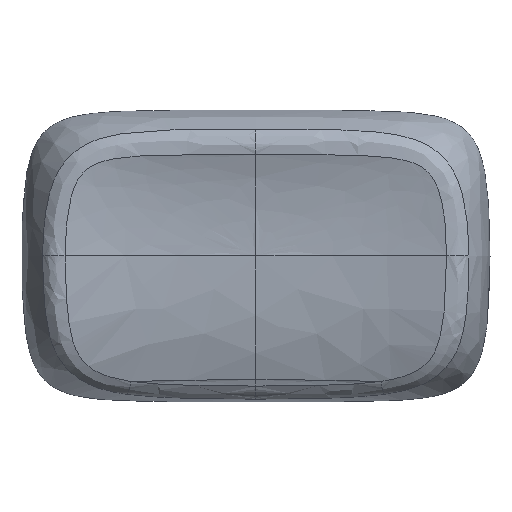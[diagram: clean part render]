
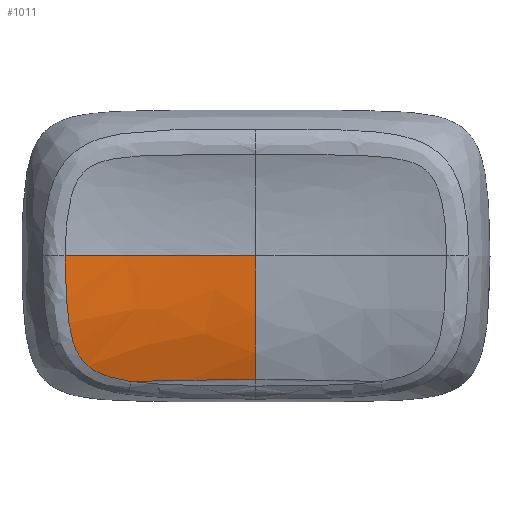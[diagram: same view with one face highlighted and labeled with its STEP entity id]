
A CAD part, top view. The second image highlights one B-rep face of the part: STEP entity #1011.
In plain terms, the highlighted free-form (B-spline) face has degree [3, 3] with [7, 5] control points.
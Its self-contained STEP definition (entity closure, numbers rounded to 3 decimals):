
#18=(
BOUNDED_CURVE()
B_SPLINE_CURVE(5,(#5858,#5859,#5860,#5861,#5862,#5863,#5864,#5865),
 .UNSPECIFIED.,.F.,.F.)
B_SPLINE_CURVE_WITH_KNOTS((6,1,1,6),(0.534,0.6,0.8,1.),
 .UNSPECIFIED.)
CURVE()
GEOMETRIC_REPRESENTATION_ITEM()
RATIONAL_B_SPLINE_CURVE((1.,1.,1.,1.,1.,1.,1.,1.))
REPRESENTATION_ITEM('')
);
#19=(
BOUNDED_CURVE()
B_SPLINE_CURVE(5,(#5901,#5902,#5903,#5904,#5905,#5906,#5907,#5908,#5909,
#5910),.UNSPECIFIED.,.F.,.F.)
B_SPLINE_CURVE_WITH_KNOTS((6,1,1,1,1,6),(0.105,0.2,0.4,0.6,
0.8,1.),.UNSPECIFIED.)
CURVE()
GEOMETRIC_REPRESENTATION_ITEM()
RATIONAL_B_SPLINE_CURVE((1.,1.,1.,1.,1.,1.,1.,1.,1.,1.))
REPRESENTATION_ITEM('')
);
#35=B_SPLINE_SURFACE_WITH_KNOTS('',3,3,((#5866,#5867,#5868,#5869,#5870),
(#5871,#5872,#5873,#5874,#5875),(#5876,#5877,#5878,#5879,#5880),(#5881,
#5882,#5883,#5884,#5885),(#5886,#5887,#5888,#5889,#5890),(#5891,#5892,#5893,
#5894,#5895),(#5896,#5897,#5898,#5899,#5900)),.UNSPECIFIED.,.F.,.F.,.F.,
(4,1,1,1,4),(4,1,4),(0.105,0.361,0.616,
0.744,1.),(0.,0.571,1.),.UNSPECIFIED.);
#63=B_SPLINE_CURVE_WITH_KNOTS('',3,(#4314,#4315,#4316,#4317,#4318,#4319,
#4320,#4321,#4322,#4323,#4324),.UNSPECIFIED.,.F.,.F.,(4,1,1,1,1,1,1,1,4),
(0.,0.129,0.258,0.323,0.388,
0.517,0.581,0.775,0.904),
 .UNSPECIFIED.);
#85=B_SPLINE_CURVE_WITH_KNOTS('',3,(#4914,#4915,#4916,#4917,#4918),
 .UNSPECIFIED.,.F.,.F.,(4,1,4),(0.,0.571,1.),.UNSPECIFIED.);
#167=FACE_OUTER_BOUND('',#226,.T.);
#226=EDGE_LOOP('',(#932,#933,#934,#935));
#454=VERTEX_POINT('',#4196);
#459=VERTEX_POINT('',#4312);
#477=VERTEX_POINT('',#4860);
#478=VERTEX_POINT('',#4903);
#600=EDGE_CURVE('',#459,#454,#63,.T.);
#626=EDGE_CURVE('',#478,#477,#85,.T.);
#632=EDGE_CURVE('',#459,#477,#18,.T.);
#633=EDGE_CURVE('',#454,#478,#19,.T.);
#932=ORIENTED_EDGE('',*,*,#600,.F.);
#933=ORIENTED_EDGE('',*,*,#632,.T.);
#934=ORIENTED_EDGE('',*,*,#626,.F.);
#935=ORIENTED_EDGE('',*,*,#633,.F.);
#1011=ADVANCED_FACE('',(#167),#35,.F.);
#4196=CARTESIAN_POINT('',(-10.789,0.,5.64));
#4312=CARTESIAN_POINT('',(-7.064,-7.104,4.059));
#4314=CARTESIAN_POINT('Ctrl Pts',(-7.064,-7.104,4.059));
#4315=CARTESIAN_POINT('Ctrl Pts',(-7.474,-7.043,4.128));
#4316=CARTESIAN_POINT('Ctrl Pts',(-8.286,-6.884,4.289));
#4317=CARTESIAN_POINT('Ctrl Pts',(-9.243,-6.478,4.582));
#4318=CARTESIAN_POINT('Ctrl Pts',(-9.861,-5.895,4.862));
#4319=CARTESIAN_POINT('Ctrl Pts',(-10.302,-5.134,5.135));
#4320=CARTESIAN_POINT('Ctrl Pts',(-10.511,-4.24,5.337));
#4321=CARTESIAN_POINT('Ctrl Pts',(-10.696,-2.893,5.533));
#4322=CARTESIAN_POINT('Ctrl Pts',(-10.768,-1.544,5.623));
#4323=CARTESIAN_POINT('Ctrl Pts',(-10.789,-0.44,
5.64));
#4324=CARTESIAN_POINT('Ctrl Pts',(-10.789,0.,
5.64));
#4860=CARTESIAN_POINT('',(0.,-7.,3.8));
#4903=CARTESIAN_POINT('',(0.,0.,4.8));
#4914=CARTESIAN_POINT('Ctrl Pts',(0.,0.,
4.8));
#4915=CARTESIAN_POINT('Ctrl Pts',(0.,-2.41,
4.8));
#4916=CARTESIAN_POINT('Ctrl Pts',(0.,-4.95,
4.503));
#4917=CARTESIAN_POINT('Ctrl Pts',(0.,-6.448,
4.022));
#4918=CARTESIAN_POINT('Ctrl Pts',(0.,-7.,
3.8));
#5858=CARTESIAN_POINT('Ctrl Pts',(-7.064,-7.104,4.059));
#5859=CARTESIAN_POINT('Ctrl Pts',(-6.92,-7.099,4.046));
#5860=CARTESIAN_POINT('Ctrl Pts',(-6.332,-7.078,3.994));
#5861=CARTESIAN_POINT('Ctrl Pts',(-5.215,-7.045,3.912));
#5862=CARTESIAN_POINT('Ctrl Pts',(-3.914,-7.02,3.849));
#5863=CARTESIAN_POINT('Ctrl Pts',(-2.365,-7.004,3.811));
#5864=CARTESIAN_POINT('Ctrl Pts',(-0.824,-7.,
3.8));
#5865=CARTESIAN_POINT('Ctrl Pts',(0.,-7.,
3.8));
#5866=CARTESIAN_POINT('Ctrl Pts',(-10.789,0.,
5.64));
#5867=CARTESIAN_POINT('Ctrl Pts',(-10.789,-2.447,5.64));
#5868=CARTESIAN_POINT('Ctrl Pts',(-10.789,-5.111,5.334));
#5869=CARTESIAN_POINT('Ctrl Pts',(-10.789,-6.709,4.823));
#5870=CARTESIAN_POINT('Ctrl Pts',(-10.789,-7.314,4.58));
#5871=CARTESIAN_POINT('Ctrl Pts',(-10.185,0.,
5.514));
#5872=CARTESIAN_POINT('Ctrl Pts',(-10.185,-2.441,5.514));
#5873=CARTESIAN_POINT('Ctrl Pts',(-10.185,-5.087,5.209));
#5874=CARTESIAN_POINT('Ctrl Pts',(-10.185,-6.67,4.702));
#5875=CARTESIAN_POINT('Ctrl Pts',(-10.185,-7.266,4.462));
#5876=CARTESIAN_POINT('Ctrl Pts',(-8.853,0.,
5.274));
#5877=CARTESIAN_POINT('Ctrl Pts',(-8.853,-2.431,5.274));
#5878=CARTESIAN_POINT('Ctrl Pts',(-8.853,-5.041,4.972));
#5879=CARTESIAN_POINT('Ctrl Pts',(-8.853,-6.595,4.474));
#5880=CARTESIAN_POINT('Ctrl Pts',(-8.853,-7.177,4.24));
#5881=CARTESIAN_POINT('Ctrl Pts',(-6.717,0.,
5.026));
#5882=CARTESIAN_POINT('Ctrl Pts',(-6.717,-2.42,5.026));
#5883=CARTESIAN_POINT('Ctrl Pts',(-6.717,-4.993,4.727));
#5884=CARTESIAN_POINT('Ctrl Pts',(-6.717,-6.518,4.238));
#5885=CARTESIAN_POINT('Ctrl Pts',(-6.717,-7.084,4.01));
#5886=CARTESIAN_POINT('Ctrl Pts',(-3.937,0.,
4.849));
#5887=CARTESIAN_POINT('Ctrl Pts',(-3.937,-2.412,4.849));
#5888=CARTESIAN_POINT('Ctrl Pts',(-3.937,-4.959,4.552));
#5889=CARTESIAN_POINT('Ctrl Pts',(-3.937,-6.463,4.069));
#5890=CARTESIAN_POINT('Ctrl Pts',(-3.937,-7.018,3.846));
#5891=CARTESIAN_POINT('Ctrl Pts',(-1.755,0.,
4.8));
#5892=CARTESIAN_POINT('Ctrl Pts',(-1.755,-2.41,4.8));
#5893=CARTESIAN_POINT('Ctrl Pts',(-1.755,-4.95,4.503));
#5894=CARTESIAN_POINT('Ctrl Pts',(-1.755,-6.448,4.022));
#5895=CARTESIAN_POINT('Ctrl Pts',(-1.755,-7.,3.8));
#5896=CARTESIAN_POINT('Ctrl Pts',(0.,0.,
4.8));
#5897=CARTESIAN_POINT('Ctrl Pts',(0.,-2.41,
4.8));
#5898=CARTESIAN_POINT('Ctrl Pts',(0.,-4.95,
4.503));
#5899=CARTESIAN_POINT('Ctrl Pts',(0.,-6.448,
4.022));
#5900=CARTESIAN_POINT('Ctrl Pts',(0.,-7.,
3.8));
#5901=CARTESIAN_POINT('Ctrl Pts',(-10.789,0.,
5.64));
#5902=CARTESIAN_POINT('Ctrl Pts',(-10.654,0.,
5.612));
#5903=CARTESIAN_POINT('Ctrl Pts',(-10.228,0.,
5.525));
#5904=CARTESIAN_POINT('Ctrl Pts',(-9.468,0.,
5.385));
#5905=CARTESIAN_POINT('Ctrl Pts',(-8.283,0.,
5.2));
#5906=CARTESIAN_POINT('Ctrl Pts',(-6.468,0.,
4.995));
#5907=CARTESIAN_POINT('Ctrl Pts',(-4.358,0.,
4.864));
#5908=CARTESIAN_POINT('Ctrl Pts',(-2.365,0.,
4.812));
#5909=CARTESIAN_POINT('Ctrl Pts',(-0.824,0.,
4.8));
#5910=CARTESIAN_POINT('Ctrl Pts',(0.,0.,
4.8));
